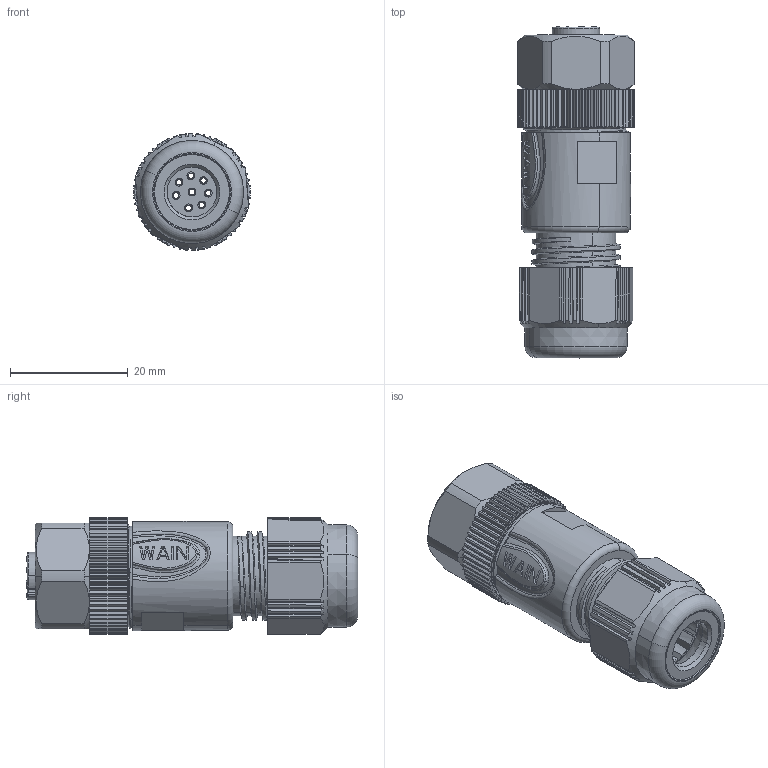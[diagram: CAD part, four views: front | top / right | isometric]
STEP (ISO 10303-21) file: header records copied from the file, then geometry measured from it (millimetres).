
FILE_DESCRIPTION((''),'2;1');
FILE_NAME('2D_1630084213002_M12-F08A-T-D8_','2017-07-05T',('y.wang'),(''),'PRO/ENGINEER BY PARAMETRIC TECHNOLOGY CORPORATION, 2012480','PRO/ENGINEER BY PARAMETRIC TECHNOLOGY CORPORATION, 2012480','');
FILE_SCHEMA(('CONFIG_CONTROL_DESIGN'));
Products named in the file (1): 2D_1630084213002_M12-F08A-T-D8_
Bounding box: 19.8 x 56.27 x 19.8 mm (x, y, z)
Volume: 7780.1 mm3; surface area: 10617.8 mm2
Topology: 1 solids, 2 shells, 1112 faces, 3203 edges, 2139 vertices
Faces by surface type: plane 506, cylinder 266, extrusion 136, cone 97, bspline 56, torus 49, sphere 2
Entity records: 49186 total; most frequent: CARTESIAN_POINT 20986, ORIENTED_EDGE 6402, DIRECTION 5150, EDGE_CURVE 3201, VERTEX_POINT 2139, AXIS2_PLACEMENT_3D 1795, VECTOR 1560, LINE 1424
